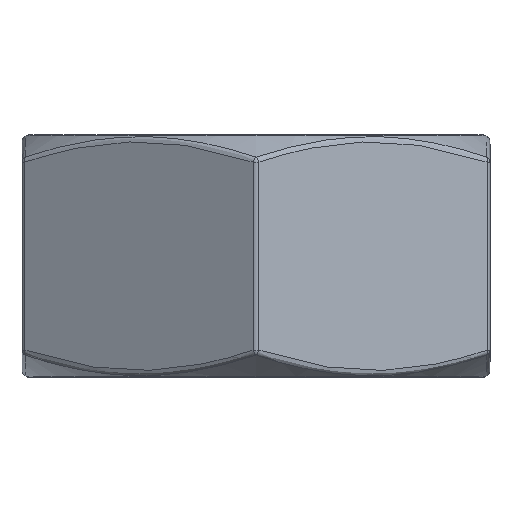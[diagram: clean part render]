
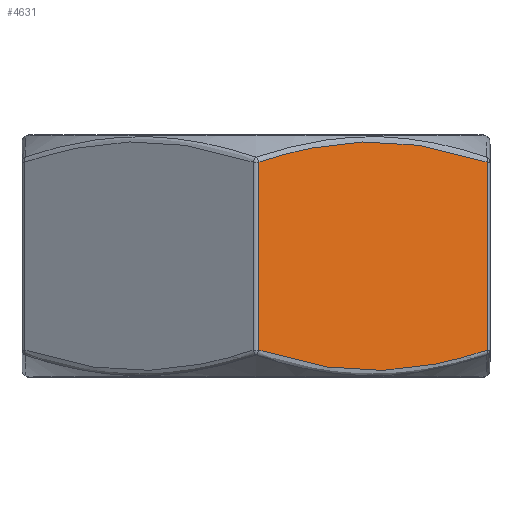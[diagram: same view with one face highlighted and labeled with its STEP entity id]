
A CAD part, front view. The second image highlights one B-rep face of the part: STEP entity #4631.
In plain terms, the highlighted planar face has unit normal (0.5, -0.866, 0).
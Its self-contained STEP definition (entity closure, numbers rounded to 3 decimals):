
#66 = CARTESIAN_POINT ( 'NONE',  ( 0.35, -31.552, 25.298 ) ) ;
#264 = VERTEX_POINT ( 'NONE', #5208 ) ;
#291 = DIRECTION ( 'NONE',  ( 0.5, -0.866, 0. ) ) ;
#465 = CARTESIAN_POINT ( 'NONE',  ( 0.35, -31.552, 0. ) ) ;
#496 = VERTEX_POINT ( 'NONE', #8788 ) ;
#883 = CARTESIAN_POINT ( 'NONE',  ( 4.733, -29.022, 26.626 ) ) ;
#1014 = CARTESIAN_POINT ( 'NONE',  ( 13.155, -24.159, 27.691 ) ) ;
#1483 = EDGE_LOOP ( 'NONE', ( #8655, #11025, #4476, #11954 ) ) ;
#1485 = LINE ( 'NONE', #465, #9235 ) ;
#1544 = VERTEX_POINT ( 'NONE', #2538 ) ;
#1787 = CARTESIAN_POINT ( 'NONE',  ( 22.75, -18.619, 1.869 ) ) ;
#1912 = CARTESIAN_POINT ( 'NONE',  ( 16.006, -22.513, 0.877 ) ) ;
#2044 = CARTESIAN_POINT ( 'NONE',  ( 12.585, -24.488, 27.677 ) ) ;
#2538 = CARTESIAN_POINT ( 'NONE',  ( 27.15, -16.079, 3.202 ) ) ;
#2711 = DIRECTION ( 'NONE',  ( 0., 0., -1. ) ) ;
#3114 = CARTESIAN_POINT ( 'NONE',  ( 27.15, -16.079, 25.298 ) ) ;
#3881 = CARTESIAN_POINT ( 'NONE',  ( 11.446, -25.146, 0.81 ) ) ;
#4001 = CARTESIAN_POINT ( 'NONE',  ( 18.264, -21.209, 27.419 ) ) ;
#4476 = ORIENTED_EDGE ( 'NONE', *, *, #9752, .T. ) ;
#4631 = ADVANCED_FACE ( 'NONE', ( #8283 ), #12456, .T. ) ;
#4833 = CARTESIAN_POINT ( 'NONE',  ( 14.866, -23.171, 0.822 ) ) ;
#5208 = CARTESIAN_POINT ( 'NONE',  ( 0.35, -31.552, 25.298 ) ) ;
#5210 = CARTESIAN_POINT ( 'NONE',  ( 10.884, -25.47, 27.579 ) ) ;
#5276 = CARTESIAN_POINT ( 'NONE',  ( 24.964, -17.341, 26.027 ) ) ;
#5763 = DIRECTION ( 'NONE',  ( 0., 0., 1. ) ) ;
#5838 = CARTESIAN_POINT ( 'NONE',  ( 27.15, -16.079, 0. ) ) ;
#6145 = CARTESIAN_POINT ( 'NONE',  ( 11.45, -25.144, 27.62 ) ) ;
#6449 = DIRECTION ( 'NONE',  ( 0.866, 0.5, 0. ) ) ;
#6986 = CARTESIAN_POINT ( 'NONE',  ( 24.959, -17.344, 2.472 ) ) ;
#6998 = CARTESIAN_POINT ( 'NONE',  ( 27.15, -16.079, 25.298 ) ) ;
#7238 = CARTESIAN_POINT ( 'NONE',  ( 19.395, -20.556, 27.257 ) ) ;
#7818 = LINE ( 'NONE', #5838, #10156 ) ;
#7945 = CARTESIAN_POINT ( 'NONE',  ( 27.15, -16.079, 3.202 ) ) ;
#8013 = CARTESIAN_POINT ( 'NONE',  ( 16.574, -22.185, 0.918 ) ) ;
#8067 = CARTESIAN_POINT ( 'NONE',  ( 2.538, -30.289, 2.473 ) ) ;
#8122 = B_SPLINE_CURVE_WITH_KNOTS ( 'NONE', 3,
 ( #11208, #8067, #13319, #12244, #3881, #9930, #4833, #1912, #8013, #11031, #11094, #1787, #6986, #7945 ),
 .UNSPECIFIED., .F., .F.,
 ( 4, 2, 2, 2, 2, 2, 4 ),
 ( 0., 0.008, 0.016, 0.018, 0.02, 0.023, 0.031 ),
 .UNSPECIFIED. ) ;
#8282 = EDGE_CURVE ( 'NONE', #264, #496, #1485, .T. ) ;
#8283 = FACE_OUTER_BOUND ( 'NONE', #1483, .T. ) ;
#8655 = ORIENTED_EDGE ( 'NONE', *, *, #8282, .T. ) ;
#8788 = CARTESIAN_POINT ( 'NONE',  ( 0.35, -31.552, 3.202 ) ) ;
#9235 = VECTOR ( 'NONE', #2711, 1000. ) ;
#9418 = CARTESIAN_POINT ( 'NONE',  ( 8.073, -27.094, 27.251 ) ) ;
#9727 = CARTESIAN_POINT ( 'NONE',  ( 0., -31.754, 0. ) ) ;
#9752 = EDGE_CURVE ( 'NONE', #1544, #11905, #7818, .T. ) ;
#9930 = CARTESIAN_POINT ( 'NONE',  ( 14.294, -23.502, 0.808 ) ) ;
#10156 = VECTOR ( 'NONE', #5763, 1000. ) ;
#10187 = CARTESIAN_POINT ( 'NONE',  ( 14.861, -23.174, 27.693 ) ) ;
#10314 = CARTESIAN_POINT ( 'NONE',  ( 9.193, -26.447, 27.414 ) ) ;
#10394 = CARTESIAN_POINT ( 'NONE',  ( 15.997, -22.518, 27.637 ) ) ;
#11025 = ORIENTED_EDGE ( 'NONE', *, *, #12932, .T. ) ;
#11031 = CARTESIAN_POINT ( 'NONE',  ( 18.272, -21.205, 1.082 ) ) ;
#11094 = CARTESIAN_POINT ( 'NONE',  ( 19.397, -20.556, 1.244 ) ) ;
#11208 = CARTESIAN_POINT ( 'NONE',  ( 0.35, -31.552, 3.202 ) ) ;
#11336 = CARTESIAN_POINT ( 'NONE',  ( 22.756, -18.616, 26.63 ) ) ;
#11375 = B_SPLINE_CURVE_WITH_KNOTS ( 'NONE', 3,
 ( #3114, #5276, #11336, #7238, #4001, #10394, #10187, #1014, #2044, #6145, #5210, #10314, #9418, #883, #13458, #66 ),
 .UNSPECIFIED., .F., .F.,
 ( 4, 2, 2, 2, 2, 2, 2, 4 ),
 ( 0., 0.008, 0.012, 0.016, 0.018, 0.02, 0.024, 0.031 ),
 .UNSPECIFIED. ) ;
#11905 = VERTEX_POINT ( 'NONE', #6998 ) ;
#11954 = ORIENTED_EDGE ( 'NONE', *, *, #12235, .T. ) ;
#12235 = EDGE_CURVE ( 'NONE', #11905, #264, #11375, .T. ) ;
#12244 = CARTESIAN_POINT ( 'NONE',  ( 9.196, -26.445, 1.039 ) ) ;
#12296 = AXIS2_PLACEMENT_3D ( 'NONE', #9727, #291, #6449 ) ;
#12456 = PLANE ( 'NONE',  #12296 ) ;
#12932 = EDGE_CURVE ( 'NONE', #496, #1544, #8122, .T. ) ;
#13319 = CARTESIAN_POINT ( 'NONE',  ( 4.742, -29.017, 1.872 ) ) ;
#13458 = CARTESIAN_POINT ( 'NONE',  ( 2.532, -30.292, 26.025 ) ) ;
